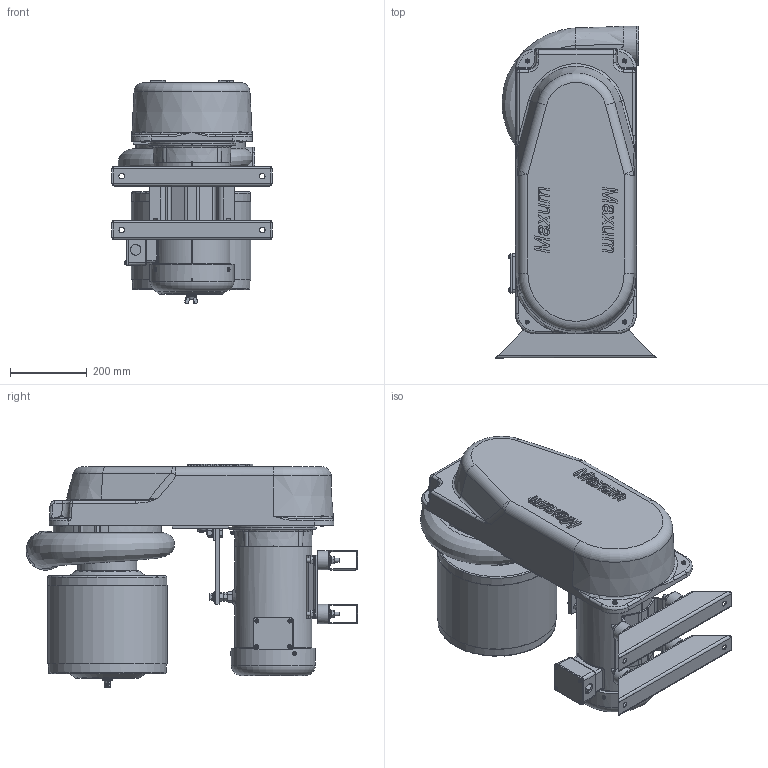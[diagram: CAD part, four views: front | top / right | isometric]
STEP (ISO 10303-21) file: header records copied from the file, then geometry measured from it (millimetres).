
FILE_DESCRIPTION(/* description */ (''),/* implementation_level */ '2;1');
FILE_NAME(/* name */ 'BAL07xB001_A.stp',/* time_stamp */ '2018-11-30T11:54:10-05:00',/* author */ ('James'),/* organization */ (''),/* preprocessor_version */ 'ST-DEVELOPER v16.5',/* originating_system */ 'Autodesk Inventor 2017',/* authorisation */ '');
FILE_SCHEMA (('AUTOMOTIVE_DESIGN { 1 0 10303 214 3 1 1 }'));
Length unit declared in the file: inch
Products named in the file (1): BAL07xB001_A
Bounding box: 416.05 x 862.09 x 581.02 mm (x, y, z)
Volume: 71017521.5 mm3; surface area: 2111396.8 mm2
Topology: 2 solids, 3 shells, 1738 faces, 4369 edges, 2745 vertices
Faces by surface type: plane 685, cylinder 341, cone 290, bspline 282, torus 72, sphere 68
Full cylindrical faces by diameter (mm): 4.826 x4, 6.35 x2, 6.624 x1, 9.525 x1, 10 x16, 10.5 x4, 10.516 x7, 10.592 x1, 11.366 x2, 12 x4, 14.3 x4, 21 x1, 25.4 x11, 50 x4, 100.012 x1, 152.4 x1, 215.862 x1, 218.328 x1, 281.28 x1, 306.07 x1, 308.61 x1, 310.896 x1
Entity records: 72833 total; most frequent: CARTESIAN_POINT 34561, ORIENTED_EDGE 8279, DIRECTION 7553, EDGE_CURVE 4140, AXIS2_PLACEMENT_3D 2978, VERTEX_POINT 2649, EDGE_LOOP 2020, FACE_OUTER_BOUND 1732
